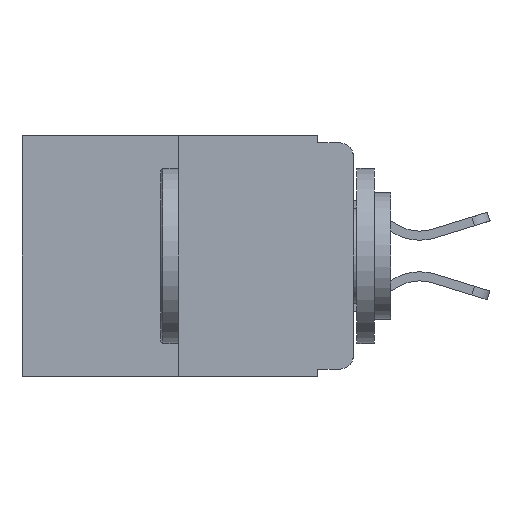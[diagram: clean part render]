
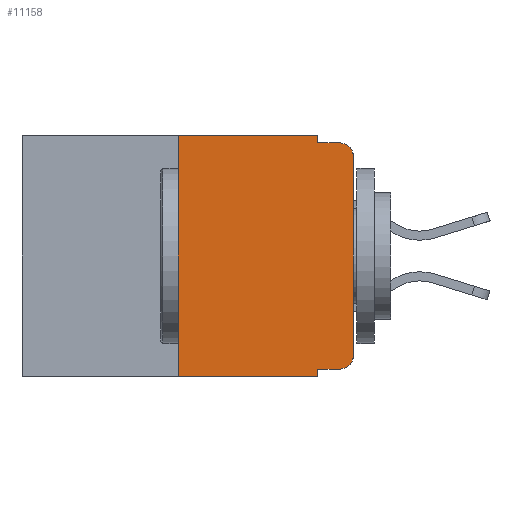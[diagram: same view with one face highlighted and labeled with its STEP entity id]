
A CAD part, left-side view. The second image highlights one B-rep face of the part: STEP entity #11158.
In plain terms, the highlighted planar face has unit normal (-1, 0, 0).
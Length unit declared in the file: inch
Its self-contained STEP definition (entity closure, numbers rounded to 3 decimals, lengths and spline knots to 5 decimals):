
#75 = ORIENTED_EDGE ( 'NONE', *, *, #10625, .T. ) ;
#195 = EDGE_CURVE ( 'NONE', #9769, #7209, #1147, .T. ) ;
#382 = ORIENTED_EDGE ( 'NONE', *, *, #1049, .T. ) ;
#515 = VERTEX_POINT ( 'NONE', #9630 ) ;
#576 = CARTESIAN_POINT ( 'NONE',  ( 0., 0.02, -0.313 ) ) ;
#793 = CARTESIAN_POINT ( 'NONE',  ( 0., 0.25, 0. ) ) ;
#1049 = EDGE_CURVE ( 'NONE', #1581, #7209, #12120, .T. ) ;
#1147 = LINE ( 'NONE', #11426, #6591 ) ;
#1251 = VECTOR ( 'NONE', #1526, 39.37008 ) ;
#1373 = VECTOR ( 'NONE', #2405, 39.37008 ) ;
#1475 = AXIS2_PLACEMENT_3D ( 'NONE', #576, #7770, #1769 ) ;
#1526 = DIRECTION ( 'NONE',  ( 0., -1., 0. ) ) ;
#1546 = EDGE_LOOP ( 'NONE', ( #12927, #382, #10626, #9532, #8838, #1990, #9214, #8239, #75, #3129 ) ) ;
#1580 = AXIS2_PLACEMENT_3D ( 'NONE', #9268, #10200, #4459 ) ;
#1581 = VERTEX_POINT ( 'NONE', #4982 ) ;
#1672 = CARTESIAN_POINT ( 'NONE',  ( 0., 0.02, -0.333 ) ) ;
#1769 = DIRECTION ( 'NONE',  ( 0., 0., -1. ) ) ;
#1828 = EDGE_CURVE ( 'NONE', #4282, #1581, #7102, .T. ) ;
#1990 = ORIENTED_EDGE ( 'NONE', *, *, #11875, .F. ) ;
#2003 = FACE_OUTER_BOUND ( 'NONE', #1546, .T. ) ;
#2292 = VERTEX_POINT ( 'NONE', #5024 ) ;
#2405 = DIRECTION ( 'NONE',  ( 0., 0., 1. ) ) ;
#2752 = DIRECTION ( 'NONE',  ( 0., 0., -1. ) ) ;
#3018 = VECTOR ( 'NONE', #4783, 39.37008 ) ;
#3129 = ORIENTED_EDGE ( 'NONE', *, *, #9346, .T. ) ;
#3470 = LINE ( 'NONE', #11276, #5793 ) ;
#3660 = DIRECTION ( 'NONE',  ( 0., -1., 0. ) ) ;
#3707 = VERTEX_POINT ( 'NONE', #6044 ) ;
#3774 = CARTESIAN_POINT ( 'NONE',  ( 0., 0.051, -0.333 ) ) ;
#4282 = VERTEX_POINT ( 'NONE', #7559 ) ;
#4359 = VERTEX_POINT ( 'NONE', #1672 ) ;
#4459 = DIRECTION ( 'NONE',  ( 0., 0., -1. ) ) ;
#4783 = DIRECTION ( 'NONE',  ( 0., -1., 0. ) ) ;
#4982 = CARTESIAN_POINT ( 'NONE',  ( 0., 0., -0.03 ) ) ;
#5018 = DIRECTION ( 'NONE',  ( 0., 0., -1. ) ) ;
#5024 = CARTESIAN_POINT ( 'NONE',  ( 0., 0.051, -0.333 ) ) ;
#5793 = VECTOR ( 'NONE', #12209, 39.37008 ) ;
#6044 = CARTESIAN_POINT ( 'NONE',  ( 0., 0.25, 0. ) ) ;
#6293 = VERTEX_POINT ( 'NONE', #9925 ) ;
#6523 = CARTESIAN_POINT ( 'NONE',  ( 0., 0.02, -0.01 ) ) ;
#6591 = VECTOR ( 'NONE', #3660, 39.37008 ) ;
#6678 = LINE ( 'NONE', #8527, #1251 ) ;
#6903 = DIRECTION ( 'NONE',  ( 0., -1., 0. ) ) ;
#6936 = CARTESIAN_POINT ( 'NONE',  ( 0., 0.051, 0. ) ) ;
#7052 = CARTESIAN_POINT ( 'NONE',  ( 0., 0.051, -0.343 ) ) ;
#7102 = LINE ( 'NONE', #11284, #1373 ) ;
#7186 = DIRECTION ( 'NONE',  ( -1., 0., 0. ) ) ;
#7209 = VERTEX_POINT ( 'NONE', #6523 ) ;
#7444 = VECTOR ( 'NONE', #6903, 39.37008 ) ;
#7559 = CARTESIAN_POINT ( 'NONE',  ( 0., 0., -0.313 ) ) ;
#7737 = CIRCLE ( 'NONE', #1475, 0.02 ) ;
#7753 = LINE ( 'NONE', #11601, #7444 ) ;
#7770 = DIRECTION ( 'NONE',  ( -1., 0., 0. ) ) ;
#7890 = LINE ( 'NONE', #6936, #10088 ) ;
#8239 = ORIENTED_EDGE ( 'NONE', *, *, #11241, .F. ) ;
#8241 = LINE ( 'NONE', #3774, #3018 ) ;
#8325 = PLANE ( 'NONE',  #1580 ) ;
#8527 = CARTESIAN_POINT ( 'NONE',  ( 0., 0.473, 0. ) ) ;
#8838 = ORIENTED_EDGE ( 'NONE', *, *, #9204, .F. ) ;
#9204 = EDGE_CURVE ( 'NONE', #3707, #6293, #6678, .T. ) ;
#9214 = ORIENTED_EDGE ( 'NONE', *, *, #11807, .T. ) ;
#9268 = CARTESIAN_POINT ( 'NONE',  ( 0., 0.473, 0. ) ) ;
#9346 = EDGE_CURVE ( 'NONE', #4359, #4282, #7737, .T. ) ;
#9532 = ORIENTED_EDGE ( 'NONE', *, *, #12490, .F. ) ;
#9630 = CARTESIAN_POINT ( 'NONE',  ( 0., 0.25, -0.343 ) ) ;
#9769 = VERTEX_POINT ( 'NONE', #12936 ) ;
#9796 = AXIS2_PLACEMENT_3D ( 'NONE', #9938, #7186, #2752 ) ;
#9925 = CARTESIAN_POINT ( 'NONE',  ( 0., 0.051, 0. ) ) ;
#9938 = CARTESIAN_POINT ( 'NONE',  ( 0., 0.02, -0.03 ) ) ;
#9955 = LINE ( 'NONE', #793, #12146 ) ;
#10088 = VECTOR ( 'NONE', #5018, 39.37008 ) ;
#10200 = DIRECTION ( 'NONE',  ( 1., 0., 0. ) ) ;
#10625 = EDGE_CURVE ( 'NONE', #2292, #4359, #8241, .T. ) ;
#10626 = ORIENTED_EDGE ( 'NONE', *, *, #195, .F. ) ;
#11158 = ADVANCED_FACE ( 'NONE', ( #2003 ), #8325, .F. ) ;
#11241 = EDGE_CURVE ( 'NONE', #2292, #12550, #3470, .T. ) ;
#11276 = CARTESIAN_POINT ( 'NONE',  ( 0., 0.051, 0. ) ) ;
#11284 = CARTESIAN_POINT ( 'NONE',  ( 0., 0., 0. ) ) ;
#11426 = CARTESIAN_POINT ( 'NONE',  ( 0., 0.051, -0.01 ) ) ;
#11601 = CARTESIAN_POINT ( 'NONE',  ( 0., 0.473, -0.343 ) ) ;
#11718 = DIRECTION ( 'NONE',  ( 0., 0., 1. ) ) ;
#11807 = EDGE_CURVE ( 'NONE', #515, #12550, #7753, .T. ) ;
#11875 = EDGE_CURVE ( 'NONE', #515, #3707, #9955, .T. ) ;
#12120 = CIRCLE ( 'NONE', #9796, 0.02 ) ;
#12146 = VECTOR ( 'NONE', #11718, 39.37008 ) ;
#12209 = DIRECTION ( 'NONE',  ( 0., 0., -1. ) ) ;
#12490 = EDGE_CURVE ( 'NONE', #6293, #9769, #7890, .T. ) ;
#12550 = VERTEX_POINT ( 'NONE', #7052 ) ;
#12927 = ORIENTED_EDGE ( 'NONE', *, *, #1828, .T. ) ;
#12936 = CARTESIAN_POINT ( 'NONE',  ( 0., 0.051, -0.01 ) ) ;
